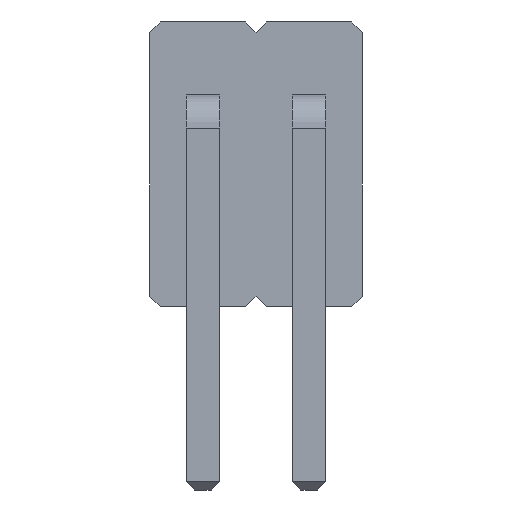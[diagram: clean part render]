
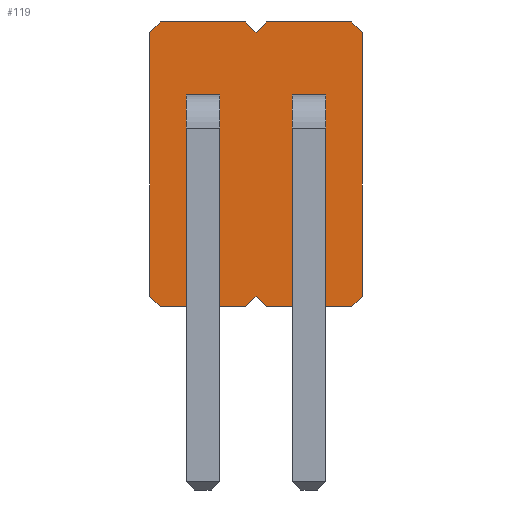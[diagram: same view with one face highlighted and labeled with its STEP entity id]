
A CAD part, left-side view. The second image highlights one B-rep face of the part: STEP entity #119.
In plain terms, the highlighted planar face has unit normal (-1, 0, 0).
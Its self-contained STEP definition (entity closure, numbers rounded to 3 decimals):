
#22 = VERTEX_POINT('',#23);
#23 = CARTESIAN_POINT('',(1.77,0.635,0.127));
#40 = VERTEX_POINT('',#41);
#41 = CARTESIAN_POINT('',(1.77,0.508,0.));
#47 = EDGE_CURVE('',#22,#40,#48,.T.);
#48 = LINE('',#49,#50);
#49 = CARTESIAN_POINT('',(1.77,0.635,0.127));
#50 = VECTOR('',#51,1.);
#51 = DIRECTION('',(0.,-0.707,-0.707));
#62 = VERTEX_POINT('',#63);
#63 = CARTESIAN_POINT('',(1.77,0.635,3.273));
#78 = EDGE_CURVE('',#62,#22,#79,.T.);
#79 = LINE('',#80,#81);
#80 = CARTESIAN_POINT('',(1.77,0.635,3.273));
#81 = VECTOR('',#82,1.);
#82 = DIRECTION('',(0.,0.,-1.));
#102 = VERTEX_POINT('',#103);
#103 = CARTESIAN_POINT('',(1.77,-0.508,0.));
#109 = EDGE_CURVE('',#40,#102,#110,.T.);
#110 = LINE('',#111,#112);
#111 = CARTESIAN_POINT('',(1.77,0.508,0.));
#112 = VECTOR('',#113,1.);
#113 = DIRECTION('',(0.,-1.,0.));
#119 = ADVANCED_FACE('',(#120,#211,#245,#279,#313),#347,.F.);
#120 = FACE_BOUND('',#121,.F.);
#121 = EDGE_LOOP('',(#122,#123,#124,#132,#140,#148,#156,#164,#172,#180,
#188,#196,#204,#210));
#122 = ORIENTED_EDGE('',*,*,#47,.F.);
#123 = ORIENTED_EDGE('',*,*,#78,.F.);
#124 = ORIENTED_EDGE('',*,*,#125,.F.);
#125 = EDGE_CURVE('',#126,#62,#128,.T.);
#126 = VERTEX_POINT('',#127);
#127 = CARTESIAN_POINT('',(1.77,0.508,3.4));
#128 = LINE('',#129,#130);
#129 = CARTESIAN_POINT('',(1.77,0.508,3.4));
#130 = VECTOR('',#131,1.);
#131 = DIRECTION('',(0.,0.707,-0.707));
#132 = ORIENTED_EDGE('',*,*,#133,.F.);
#133 = EDGE_CURVE('',#134,#126,#136,.T.);
#134 = VERTEX_POINT('',#135);
#135 = CARTESIAN_POINT('',(1.77,-0.508,3.4));
#136 = LINE('',#137,#138);
#137 = CARTESIAN_POINT('',(1.77,-0.508,3.4));
#138 = VECTOR('',#139,1.);
#139 = DIRECTION('',(0.,1.,0.));
#140 = ORIENTED_EDGE('',*,*,#141,.F.);
#141 = EDGE_CURVE('',#142,#134,#144,.T.);
#142 = VERTEX_POINT('',#143);
#143 = CARTESIAN_POINT('',(1.77,-0.635,3.273));
#144 = LINE('',#145,#146);
#145 = CARTESIAN_POINT('',(1.77,-0.635,3.273));
#146 = VECTOR('',#147,1.);
#147 = DIRECTION('',(0.,0.707,0.707));
#148 = ORIENTED_EDGE('',*,*,#149,.F.);
#149 = EDGE_CURVE('',#150,#142,#152,.T.);
#150 = VERTEX_POINT('',#151);
#151 = CARTESIAN_POINT('',(1.77,-0.762,3.4));
#152 = LINE('',#153,#154);
#153 = CARTESIAN_POINT('',(1.77,-0.762,3.4));
#154 = VECTOR('',#155,1.);
#155 = DIRECTION('',(0.,0.707,-0.707));
#156 = ORIENTED_EDGE('',*,*,#157,.F.);
#157 = EDGE_CURVE('',#158,#150,#160,.T.);
#158 = VERTEX_POINT('',#159);
#159 = CARTESIAN_POINT('',(1.77,-1.778,3.4));
#160 = LINE('',#161,#162);
#161 = CARTESIAN_POINT('',(1.77,-1.778,3.4));
#162 = VECTOR('',#163,1.);
#163 = DIRECTION('',(0.,1.,0.));
#164 = ORIENTED_EDGE('',*,*,#165,.F.);
#165 = EDGE_CURVE('',#166,#158,#168,.T.);
#166 = VERTEX_POINT('',#167);
#167 = CARTESIAN_POINT('',(1.77,-1.905,3.273));
#168 = LINE('',#169,#170);
#169 = CARTESIAN_POINT('',(1.77,-1.905,3.273));
#170 = VECTOR('',#171,1.);
#171 = DIRECTION('',(0.,0.707,0.707));
#172 = ORIENTED_EDGE('',*,*,#173,.F.);
#173 = EDGE_CURVE('',#174,#166,#176,.T.);
#174 = VERTEX_POINT('',#175);
#175 = CARTESIAN_POINT('',(1.77,-1.905,0.127));
#176 = LINE('',#177,#178);
#177 = CARTESIAN_POINT('',(1.77,-1.905,0.127));
#178 = VECTOR('',#179,1.);
#179 = DIRECTION('',(0.,0.,1.));
#180 = ORIENTED_EDGE('',*,*,#181,.F.);
#181 = EDGE_CURVE('',#182,#174,#184,.T.);
#182 = VERTEX_POINT('',#183);
#183 = CARTESIAN_POINT('',(1.77,-1.778,0.));
#184 = LINE('',#185,#186);
#185 = CARTESIAN_POINT('',(1.77,-1.778,0.));
#186 = VECTOR('',#187,1.);
#187 = DIRECTION('',(0.,-0.707,0.707));
#188 = ORIENTED_EDGE('',*,*,#189,.F.);
#189 = EDGE_CURVE('',#190,#182,#192,.T.);
#190 = VERTEX_POINT('',#191);
#191 = CARTESIAN_POINT('',(1.77,-0.762,0.));
#192 = LINE('',#193,#194);
#193 = CARTESIAN_POINT('',(1.77,-0.762,0.));
#194 = VECTOR('',#195,1.);
#195 = DIRECTION('',(0.,-1.,0.));
#196 = ORIENTED_EDGE('',*,*,#197,.F.);
#197 = EDGE_CURVE('',#198,#190,#200,.T.);
#198 = VERTEX_POINT('',#199);
#199 = CARTESIAN_POINT('',(1.77,-0.635,0.127));
#200 = LINE('',#201,#202);
#201 = CARTESIAN_POINT('',(1.77,-0.635,0.127));
#202 = VECTOR('',#203,1.);
#203 = DIRECTION('',(0.,-0.707,-0.707));
#204 = ORIENTED_EDGE('',*,*,#205,.F.);
#205 = EDGE_CURVE('',#102,#198,#206,.T.);
#206 = LINE('',#207,#208);
#207 = CARTESIAN_POINT('',(1.77,-0.508,0.));
#208 = VECTOR('',#209,1.);
#209 = DIRECTION('',(0.,-0.707,0.707));
#210 = ORIENTED_EDGE('',*,*,#109,.F.);
#211 = FACE_BOUND('',#212,.F.);
#212 = EDGE_LOOP('',(#213,#223,#231,#239));
#213 = ORIENTED_EDGE('',*,*,#214,.F.);
#214 = EDGE_CURVE('',#215,#217,#219,.T.);
#215 = VERTEX_POINT('',#216);
#216 = CARTESIAN_POINT('',(1.77,0.2,1.265));
#217 = VERTEX_POINT('',#218);
#218 = CARTESIAN_POINT('',(1.77,-0.2,1.265));
#219 = LINE('',#220,#221);
#220 = CARTESIAN_POINT('',(1.77,0.418,1.265));
#221 = VECTOR('',#222,1.);
#222 = DIRECTION('',(0.,-1.,0.));
#223 = ORIENTED_EDGE('',*,*,#224,.T.);
#224 = EDGE_CURVE('',#215,#225,#227,.T.);
#225 = VERTEX_POINT('',#226);
#226 = CARTESIAN_POINT('',(1.77,0.2,0.865));
#227 = LINE('',#228,#229);
#228 = CARTESIAN_POINT('',(1.77,0.2,0.696));
#229 = VECTOR('',#230,1.);
#230 = DIRECTION('',(0.,0.,-1.));
#231 = ORIENTED_EDGE('',*,*,#232,.F.);
#232 = EDGE_CURVE('',#233,#225,#235,.T.);
#233 = VERTEX_POINT('',#234);
#234 = CARTESIAN_POINT('',(1.77,-0.2,0.865));
#235 = LINE('',#236,#237);
#236 = CARTESIAN_POINT('',(1.77,0.418,0.865));
#237 = VECTOR('',#238,1.);
#238 = DIRECTION('',(0.,1.,0.));
#239 = ORIENTED_EDGE('',*,*,#240,.F.);
#240 = EDGE_CURVE('',#217,#233,#241,.T.);
#241 = LINE('',#242,#243);
#242 = CARTESIAN_POINT('',(1.77,-0.2,0.696));
#243 = VECTOR('',#244,1.);
#244 = DIRECTION('',(0.,0.,-1.));
#245 = FACE_BOUND('',#246,.F.);
#246 = EDGE_LOOP('',(#247,#257,#265,#273));
#247 = ORIENTED_EDGE('',*,*,#248,.F.);
#248 = EDGE_CURVE('',#249,#251,#253,.T.);
#249 = VERTEX_POINT('',#250);
#250 = CARTESIAN_POINT('',(1.77,-0.2,2.535));
#251 = VERTEX_POINT('',#252);
#252 = CARTESIAN_POINT('',(1.77,-0.2,2.135));
#253 = LINE('',#254,#255);
#254 = CARTESIAN_POINT('',(1.77,-0.2,1.331));
#255 = VECTOR('',#256,1.);
#256 = DIRECTION('',(0.,0.,-1.));
#257 = ORIENTED_EDGE('',*,*,#258,.F.);
#258 = EDGE_CURVE('',#259,#249,#261,.T.);
#259 = VERTEX_POINT('',#260);
#260 = CARTESIAN_POINT('',(1.77,0.2,2.535));
#261 = LINE('',#262,#263);
#262 = CARTESIAN_POINT('',(1.77,0.418,2.535));
#263 = VECTOR('',#264,1.);
#264 = DIRECTION('',(0.,-1.,0.));
#265 = ORIENTED_EDGE('',*,*,#266,.T.);
#266 = EDGE_CURVE('',#259,#267,#269,.T.);
#267 = VERTEX_POINT('',#268);
#268 = CARTESIAN_POINT('',(1.77,0.2,2.135));
#269 = LINE('',#270,#271);
#270 = CARTESIAN_POINT('',(1.77,0.2,1.331));
#271 = VECTOR('',#272,1.);
#272 = DIRECTION('',(0.,0.,-1.));
#273 = ORIENTED_EDGE('',*,*,#274,.F.);
#274 = EDGE_CURVE('',#251,#267,#275,.T.);
#275 = LINE('',#276,#277);
#276 = CARTESIAN_POINT('',(1.77,0.418,2.135));
#277 = VECTOR('',#278,1.);
#278 = DIRECTION('',(0.,1.,0.));
#279 = FACE_BOUND('',#280,.F.);
#280 = EDGE_LOOP('',(#281,#291,#299,#307));
#281 = ORIENTED_EDGE('',*,*,#282,.F.);
#282 = EDGE_CURVE('',#283,#285,#287,.T.);
#283 = VERTEX_POINT('',#284);
#284 = CARTESIAN_POINT('',(1.77,-1.47,0.865));
#285 = VERTEX_POINT('',#286);
#286 = CARTESIAN_POINT('',(1.77,-1.07,0.865));
#287 = LINE('',#288,#289);
#288 = CARTESIAN_POINT('',(1.77,-0.218,0.865));
#289 = VECTOR('',#290,1.);
#290 = DIRECTION('',(0.,1.,0.));
#291 = ORIENTED_EDGE('',*,*,#292,.F.);
#292 = EDGE_CURVE('',#293,#283,#295,.T.);
#293 = VERTEX_POINT('',#294);
#294 = CARTESIAN_POINT('',(1.77,-1.47,1.265));
#295 = LINE('',#296,#297);
#296 = CARTESIAN_POINT('',(1.77,-1.47,0.696));
#297 = VECTOR('',#298,1.);
#298 = DIRECTION('',(0.,0.,-1.));
#299 = ORIENTED_EDGE('',*,*,#300,.F.);
#300 = EDGE_CURVE('',#301,#293,#303,.T.);
#301 = VERTEX_POINT('',#302);
#302 = CARTESIAN_POINT('',(1.77,-1.07,1.265));
#303 = LINE('',#304,#305);
#304 = CARTESIAN_POINT('',(1.77,-0.218,1.265));
#305 = VECTOR('',#306,1.);
#306 = DIRECTION('',(0.,-1.,0.));
#307 = ORIENTED_EDGE('',*,*,#308,.T.);
#308 = EDGE_CURVE('',#301,#285,#309,.T.);
#309 = LINE('',#310,#311);
#310 = CARTESIAN_POINT('',(1.77,-1.07,0.696));
#311 = VECTOR('',#312,1.);
#312 = DIRECTION('',(0.,0.,-1.));
#313 = FACE_BOUND('',#314,.F.);
#314 = EDGE_LOOP('',(#315,#325,#333,#341));
#315 = ORIENTED_EDGE('',*,*,#316,.F.);
#316 = EDGE_CURVE('',#317,#319,#321,.T.);
#317 = VERTEX_POINT('',#318);
#318 = CARTESIAN_POINT('',(1.77,-1.07,2.535));
#319 = VERTEX_POINT('',#320);
#320 = CARTESIAN_POINT('',(1.77,-1.47,2.535));
#321 = LINE('',#322,#323);
#322 = CARTESIAN_POINT('',(1.77,-0.218,2.535));
#323 = VECTOR('',#324,1.);
#324 = DIRECTION('',(0.,-1.,0.));
#325 = ORIENTED_EDGE('',*,*,#326,.T.);
#326 = EDGE_CURVE('',#317,#327,#329,.T.);
#327 = VERTEX_POINT('',#328);
#328 = CARTESIAN_POINT('',(1.77,-1.07,2.135));
#329 = LINE('',#330,#331);
#330 = CARTESIAN_POINT('',(1.77,-1.07,1.331));
#331 = VECTOR('',#332,1.);
#332 = DIRECTION('',(0.,0.,-1.));
#333 = ORIENTED_EDGE('',*,*,#334,.F.);
#334 = EDGE_CURVE('',#335,#327,#337,.T.);
#335 = VERTEX_POINT('',#336);
#336 = CARTESIAN_POINT('',(1.77,-1.47,2.135));
#337 = LINE('',#338,#339);
#338 = CARTESIAN_POINT('',(1.77,-0.218,2.135));
#339 = VECTOR('',#340,1.);
#340 = DIRECTION('',(0.,1.,0.));
#341 = ORIENTED_EDGE('',*,*,#342,.F.);
#342 = EDGE_CURVE('',#319,#335,#343,.T.);
#343 = LINE('',#344,#345);
#344 = CARTESIAN_POINT('',(1.77,-1.47,1.331));
#345 = VECTOR('',#346,1.);
#346 = DIRECTION('',(0.,0.,-1.));
#347 = PLANE('',#348);
#348 = AXIS2_PLACEMENT_3D('',#349,#350,#351);
#349 = CARTESIAN_POINT('',(1.77,0.635,0.127));
#350 = DIRECTION('',(1.,0.,0.));
#351 = DIRECTION('',(0.,0.,1.));
